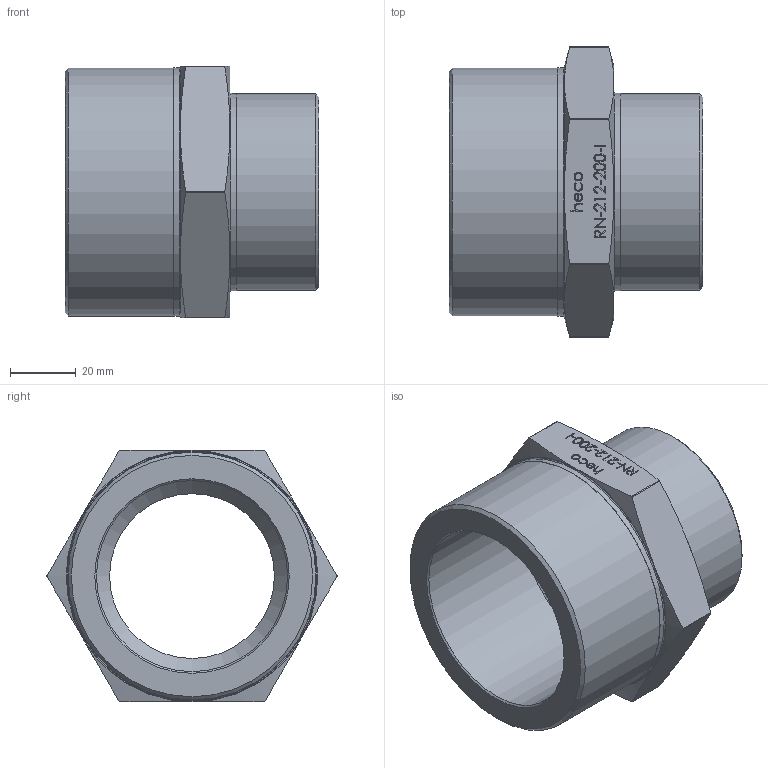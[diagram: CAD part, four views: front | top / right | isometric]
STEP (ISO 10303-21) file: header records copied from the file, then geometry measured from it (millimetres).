
FILE_DESCRIPTION (( 'STEP AP214' ), '1' );
FILE_NAME ('heco_RN-212-200-I.STEP', '2016-07-05T07:41:51', ( '' ), ( '' ), 'SwSTEP 2.0', 'SolidWorks 2011', '' );
FILE_SCHEMA (( 'AUTOMOTIVE_DESIGN' ));
Length unit declared in the file: millimetre
Products named in the file (1): heco_RN-212-200-I
Bounding box: 77 x 88.01 x 76.35 mm (x, y, z)
Volume: 125771.5 mm3; surface area: 35563.6 mm2
Topology: 1 solids, 1 shells, 214 faces, 543 edges, 356 vertices
Faces by surface type: plane 107, bspline 76, cone 17, cylinder 12, torus 2
Full cylindrical faces by diameter (mm): 50 x1, 58 x1, 59.614 x1, 59.814 x1, 75.184 x1, 75.384 x1
Entity records: 12645 total; most frequent: CARTESIAN_POINT 6265, ORIENTED_EDGE 1056, DIRECTION 648, EDGE_CURVE 528, VERTEX_POINT 354, VECTOR 310, LINE 310, EDGE_LOOP 254
